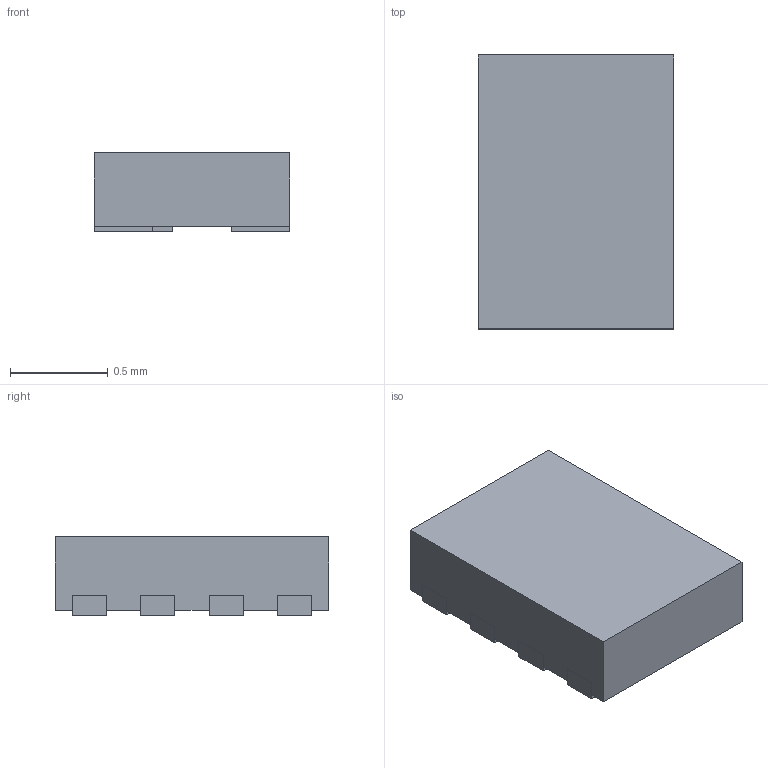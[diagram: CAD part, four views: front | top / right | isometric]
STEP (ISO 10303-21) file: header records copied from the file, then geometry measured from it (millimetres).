
FILE_DESCRIPTION((''),'2;1');
FILE_NAME('DQE0008A_ASM','2017-07-28T',('a0412086'),(''),'CREO PARAMETRIC BY PTC INC, 2016050','CREO PARAMETRIC BY PTC INC, 2016050','');
FILE_SCHEMA(('AUTOMOTIVE_DESIGN { 1 0 10303 214 1 1 1 1 }'));
Length unit declared in the file: millimetre
Products named in the file (3): BODY-SON1; FRAME-DQE0008A; DQE0008A_ASM
Assembly tree (2 placements, depth 2):
  DQE0008A_ASM
    BODY-SON1
    FRAME-DQE0008A
Bounding box: 1 x 1.4 x 0.4 mm (x, y, z)
Volume: 0.5 mm3; surface area: 6.6 mm2
Topology: 9 solids, 9 shells, 88 faces, 210 edges, 140 vertices
Faces by surface type: plane 88
Entity records: 3410 total; most frequent: CARTESIAN_POINT 450, ORIENTED_EDGE 420, DIRECTION 396, PRESENTATION_STYLE_ASSIGNMENT 227, STYLED_ITEM 219, VECTOR 210, LINE 210, CURVE_STYLE 210
